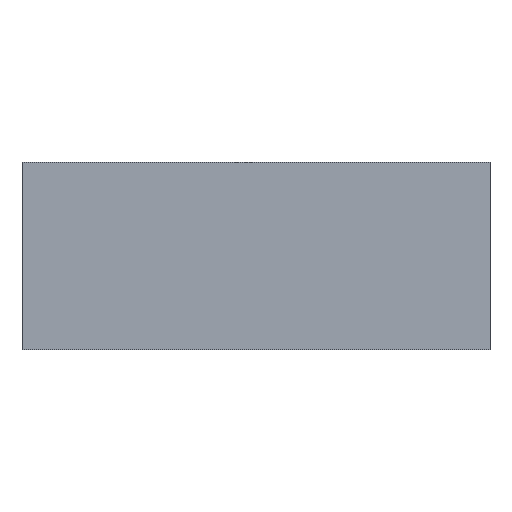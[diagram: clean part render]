
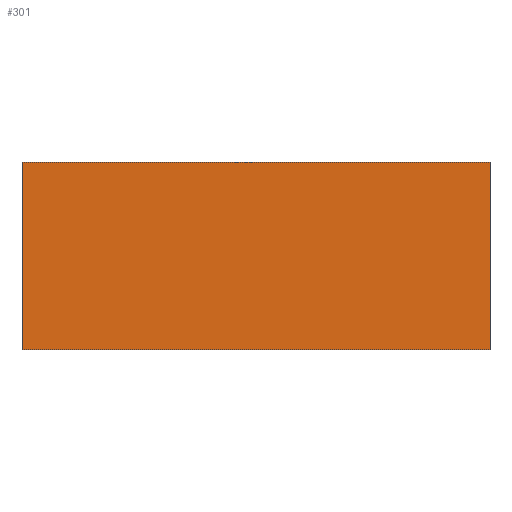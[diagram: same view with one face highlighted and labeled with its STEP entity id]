
A CAD part, top view. The second image highlights one B-rep face of the part: STEP entity #301.
In plain terms, the highlighted planar face has unit normal (0, 0, 1).
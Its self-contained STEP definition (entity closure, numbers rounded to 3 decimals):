
#281=AXIS2_PLACEMENT_3D('Plane Axis2P3D',#278,#279,#280) ;
#44=CARTESIAN_POINT('Vertex',(0.,6.,7.5)) ;
#58=CARTESIAN_POINT('Vertex',(0.,0.,7.5)) ;
#61=CARTESIAN_POINT('Line Origine',(0.,3.,7.5)) ;
#256=CARTESIAN_POINT('Vertex',(15.,0.,7.5)) ;
#259=CARTESIAN_POINT('Line Origine',(7.5,0.,7.5)) ;
#278=CARTESIAN_POINT('Axis2P3D Location',(7.5,6.,7.5)) ;
#283=CARTESIAN_POINT('Line Origine',(15.,3.,7.5)) ;
#287=CARTESIAN_POINT('Vertex',(15.,6.,7.5)) ;
#290=CARTESIAN_POINT('Line Origine',(7.5,6.,7.5)) ;
#62=DIRECTION('Vector Direction',(0.,-1.,0.)) ;
#260=DIRECTION('Vector Direction',(-1.,0.,0.)) ;
#279=DIRECTION('Axis2P3D Direction',(0.,0.,1.)) ;
#280=DIRECTION('Axis2P3D XDirection',(1.,0.,0.)) ;
#284=DIRECTION('Vector Direction',(0.,1.,0.)) ;
#291=DIRECTION('Vector Direction',(1.,0.,0.)) ;
#63=VECTOR('Line Direction',#62,1.) ;
#261=VECTOR('Line Direction',#260,1.) ;
#285=VECTOR('Line Direction',#284,1.) ;
#292=VECTOR('Line Direction',#291,1.) ;
#296=ORIENTED_EDGE('',*,*,#65,.T.) ;
#297=ORIENTED_EDGE('',*,*,#263,.T.) ;
#298=ORIENTED_EDGE('',*,*,#289,.T.) ;
#299=ORIENTED_EDGE('',*,*,#294,.T.) ;
#301=ADVANCED_FACE('Koerper.2',(#300),#282,.T.) ;
#65=EDGE_CURVE('',#45,#59,#64,.T.) ;
#263=EDGE_CURVE('',#59,#257,#262,.F.) ;
#289=EDGE_CURVE('',#257,#288,#286,.T.) ;
#294=EDGE_CURVE('',#288,#45,#293,.F.) ;
#295=EDGE_LOOP('',(#296,#297,#298,#299)) ;
#300=FACE_OUTER_BOUND('',#295,.T.) ;
#64=LINE('Line',#61,#63) ;
#262=LINE('Line',#259,#261) ;
#286=LINE('Line',#283,#285) ;
#293=LINE('Line',#290,#292) ;
#282=PLANE('',#281) ;
#45=VERTEX_POINT('',#44) ;
#59=VERTEX_POINT('',#58) ;
#257=VERTEX_POINT('',#256) ;
#288=VERTEX_POINT('',#287) ;
